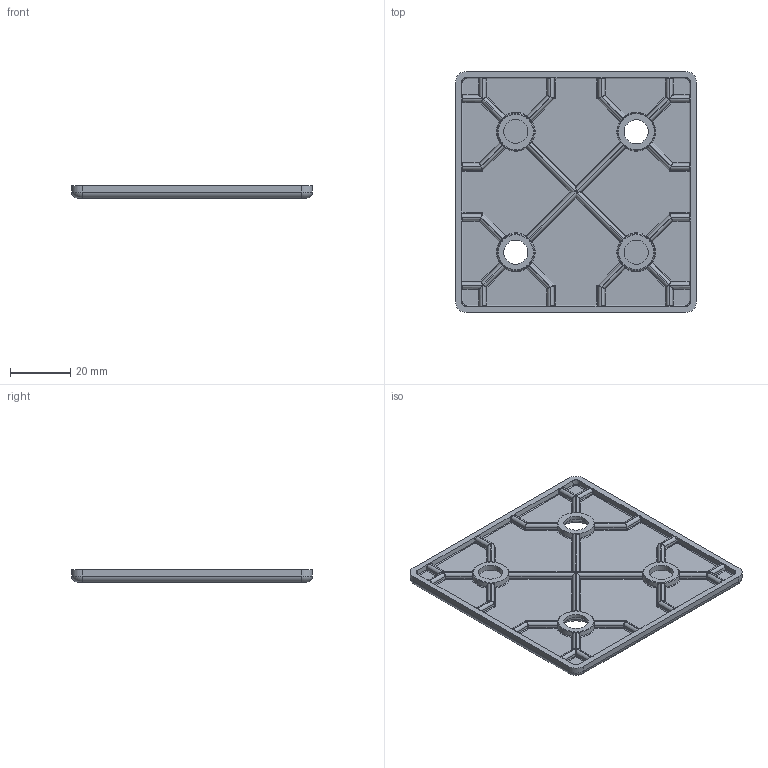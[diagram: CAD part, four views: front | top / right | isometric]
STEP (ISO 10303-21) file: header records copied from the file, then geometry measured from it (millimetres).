
FILE_DESCRIPTION(('STEP AP203'),'1');
FILE_NAME('fath_091349.stp','2021-11-24T12:18:22',('TraceParts'),('TraceParts S.A.'),'Spatial InterOp 3D',' ',' ');
FILE_SCHEMA(('CONFIG_CONTROL_DESIGN'));
Length unit declared in the file: millimetre
Products named in the file (1): 1
Bounding box: 80 x 80 x 4 mm (x, y, z)
Volume: 15171.8 mm3; surface area: 15328.2 mm2
Topology: 1 solids, 1 shells, 624 faces, 1415 edges, 725 vertices
Faces by surface type: cylinder 224, bspline 164, plane 108, torus 49, sphere 47, cone 32
Entity records: 19717 total; most frequent: CARTESIAN_POINT 7690, ORIENTED_EDGE 2658, DIRECTION 2308, EDGE_CURVE 1329, AXIS2_PLACEMENT_3D 910, VERTEX_POINT 725, EDGE_LOOP 646, ADVANCED_FACE 624
